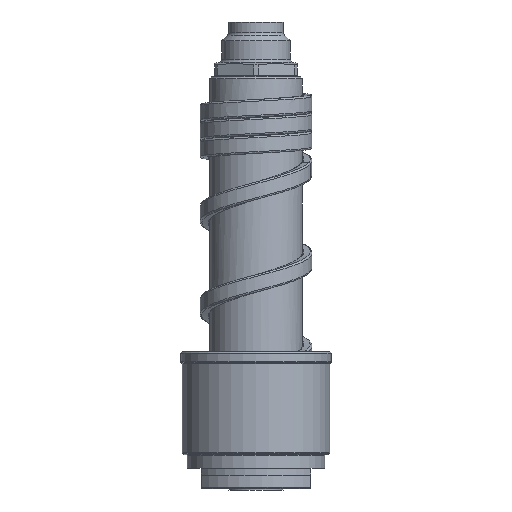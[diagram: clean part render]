
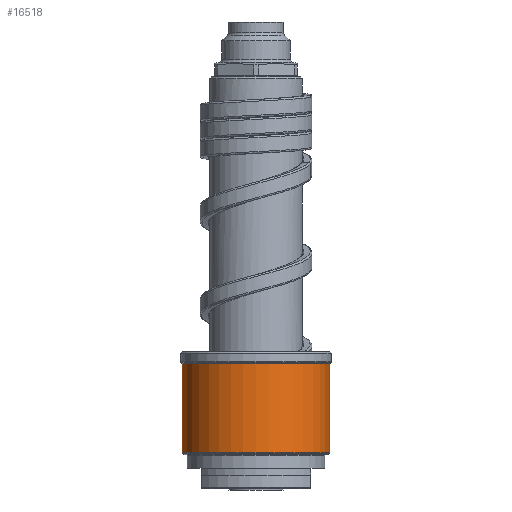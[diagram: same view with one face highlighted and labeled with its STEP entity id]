
A CAD part, front view. The second image highlights one B-rep face of the part: STEP entity #16518.
In plain terms, the highlighted cylindrical face has radius 21.5 mm (diameter 43 mm), a partial arc.
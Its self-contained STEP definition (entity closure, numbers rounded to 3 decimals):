
#6274=CARTESIAN_POINT('',(0.,0.,10.583));
#6275=DIRECTION('',(0.,0.,1.));
#6276=DIRECTION('',(-1.,0.,0.));
#6277=AXIS2_PLACEMENT_3D('',#6274,#6275,#6276);
#6279=DIRECTION('',(0.,0.,-1.));
#6280=VECTOR('',#6279,25.834);
#6281=CARTESIAN_POINT('',(-21.5,0.,36.417));
#6282=LINE('',#6281,#6280);
#6283=CARTESIAN_POINT('',(0.,0.,36.417));
#6284=DIRECTION('',(0.,0.,1.));
#6285=DIRECTION('',(-1.,0.,0.));
#6286=AXIS2_PLACEMENT_3D('',#6283,#6284,#6285);
#6288=DIRECTION('',(0.,0.,-1.));
#6289=VECTOR('',#6288,25.834);
#6290=CARTESIAN_POINT('',(21.5,0.,36.417));
#6291=LINE('',#6290,#6289);
#6628=CARTESIAN_POINT('',(21.5,0.,36.417));
#6629=CARTESIAN_POINT('',(-21.5,0.,36.417));
#6630=VERTEX_POINT('',#6628);
#6631=VERTEX_POINT('',#6629);
#6654=CARTESIAN_POINT('',(21.5,0.,10.583));
#6655=VERTEX_POINT('',#6654);
#6656=CARTESIAN_POINT('',(-21.5,0.,10.583));
#6657=VERTEX_POINT('',#6656);
#16506=CARTESIAN_POINT('',(0.,0.,8.5));
#16507=DIRECTION('',(0.,0.,1.));
#16508=DIRECTION('',(-1.,0.,0.));
#16509=AXIS2_PLACEMENT_3D('',#16506,#16507,#16508);
#16510=CYLINDRICAL_SURFACE('',#16509,21.5);
#16511=ORIENTED_EDGE('',*,*,#14139,.F.);
#16512=ORIENTED_EDGE('',*,*,#14120,.F.);
#16514=ORIENTED_EDGE('',*,*,#16513,.T.);
#16515=ORIENTED_EDGE('',*,*,#14116,.T.);
#16516=EDGE_LOOP('',(#16511,#16512,#16514,#16515));
#16517=FACE_OUTER_BOUND('',#16516,.F.);
#6278=CIRCLE('',#6277,21.5);
#6287=CIRCLE('',#6286,21.5);
#14116=EDGE_CURVE('',#6630,#6655,#6291,.T.);
#14120=EDGE_CURVE('',#6631,#6657,#6282,.T.);
#14139=EDGE_CURVE('',#6657,#6655,#6278,.T.);
#16513=EDGE_CURVE('',#6631,#6630,#6287,.T.);
#16518=ADVANCED_FACE('',(#16517),#16510,.T.);
